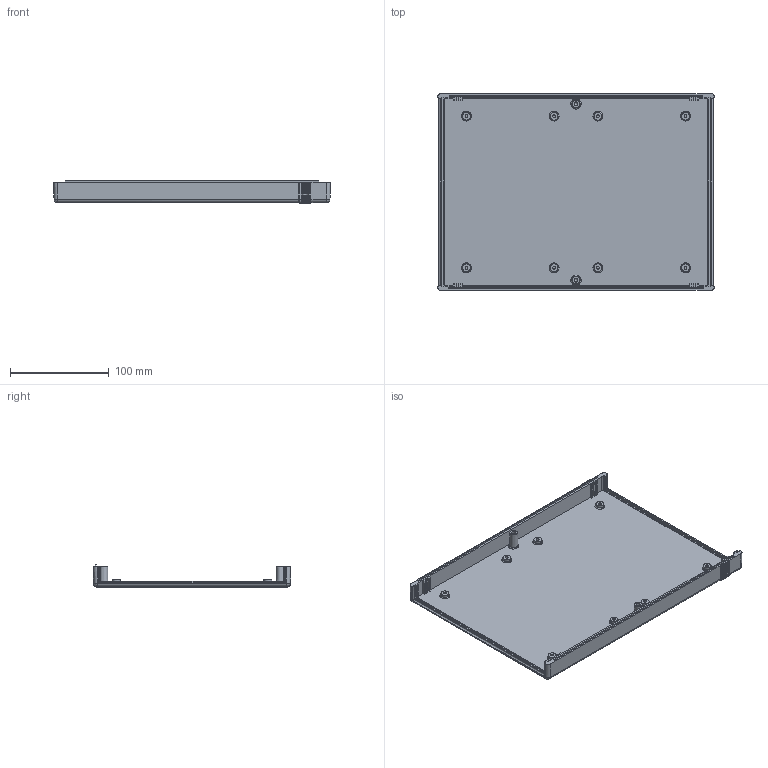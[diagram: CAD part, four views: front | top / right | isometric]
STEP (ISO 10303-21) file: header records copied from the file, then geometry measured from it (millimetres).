
FILE_DESCRIPTION((''),'2;1');
FILE_NAME('1598H Top.stp','2006-10-13T15:35:35',('rboehler'),(''),'Autodesk Inventor 11','Autodesk Inventor 11','');
FILE_SCHEMA(('AUTOMOTIVE_DESIGN { 1 0 10303 214 1 1 1 1 }'));
Length unit declared in the file: millimetre
Products named in the file (1): 1598H Top
Bounding box: 280.89 x 200.89 x 22.5 mm (x, y, z)
Volume: 252946.6 mm3; surface area: 140952 mm2
Topology: 1 solids, 1 shells, 300 faces, 716 edges, 432 vertices
Faces by surface type: plane 168, bspline 80, cylinder 46, sphere 4, cone 2
Full cylindrical faces by diameter (mm): 8 x8
Entity records: 9771 total; most frequent: CARTESIAN_POINT 3305, ORIENTED_EDGE 1352, DIRECTION 1232, EDGE_CURVE 676, VECTOR 474, LINE 474, VERTEX_POINT 426, AXIS2_PLACEMENT_3D 379
